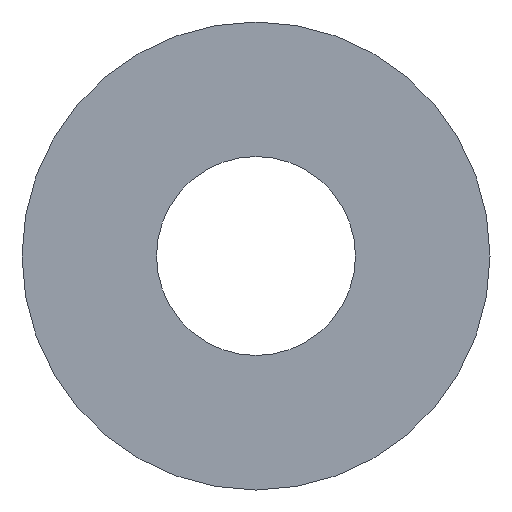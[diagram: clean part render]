
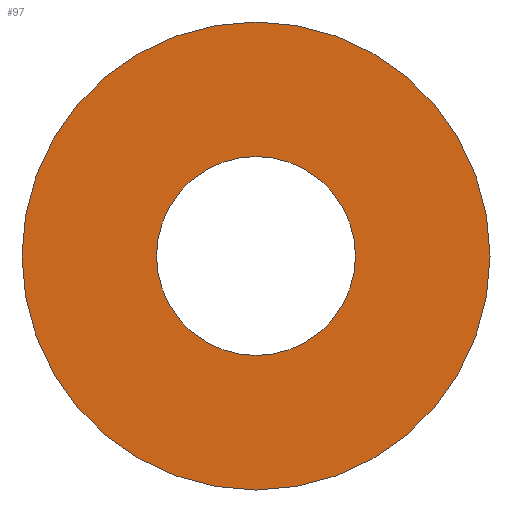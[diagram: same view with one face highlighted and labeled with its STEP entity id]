
A CAD part, left-side view. The second image highlights one B-rep face of the part: STEP entity #97.
In plain terms, the highlighted planar face has unit normal (-1, 0, 0).
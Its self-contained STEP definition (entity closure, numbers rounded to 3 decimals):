
#27=FACE_BOUND('',#38,.T.);
#30=FACE_OUTER_BOUND('',#37,.T.);
#37=EDGE_LOOP('',(#72));
#38=EDGE_LOOP('',(#73));
#47=CIRCLE('',#119,5.);
#48=CIRCLE('',#120,2.125);
#54=VERTEX_POINT('',#168);
#55=VERTEX_POINT('',#170);
#61=EDGE_CURVE('',#54,#54,#47,.T.);
#62=EDGE_CURVE('',#55,#55,#48,.T.);
#72=ORIENTED_EDGE('',*,*,#61,.T.);
#73=ORIENTED_EDGE('',*,*,#62,.T.);
#94=PLANE('',#118);
#97=ADVANCED_FACE('',(#30,#27),#94,.F.);
#118=AXIS2_PLACEMENT_3D('',#167,#134,#135);
#119=AXIS2_PLACEMENT_3D('',#169,#136,#137);
#120=AXIS2_PLACEMENT_3D('',#171,#138,#139);
#134=DIRECTION('center_axis',(1.,0.,0.));
#135=DIRECTION('ref_axis',(0.,1.,0.));
#136=DIRECTION('center_axis',(-1.,0.,0.));
#137=DIRECTION('ref_axis',(0.,1.,0.));
#138=DIRECTION('center_axis',(1.,0.,0.));
#139=DIRECTION('ref_axis',(0.,1.,0.));
#167=CARTESIAN_POINT('Origin',(577.5,-266.524,-18.532));
#168=CARTESIAN_POINT('',(577.5,-190.524,-14.171));
#169=CARTESIAN_POINT('Origin',(577.5,-185.524,-14.171));
#170=CARTESIAN_POINT('',(577.5,-187.649,-14.171));
#171=CARTESIAN_POINT('Origin',(577.5,-185.524,-14.171));
